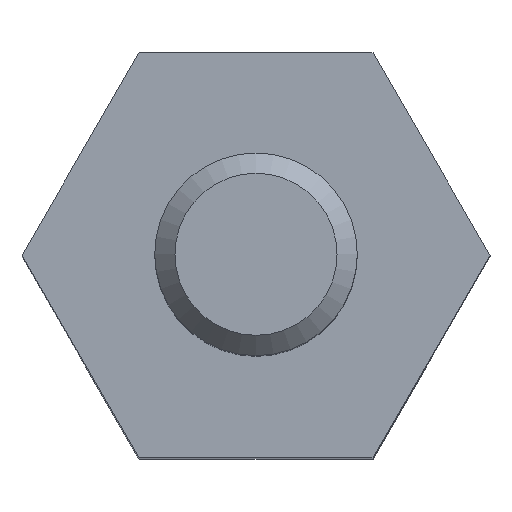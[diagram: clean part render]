
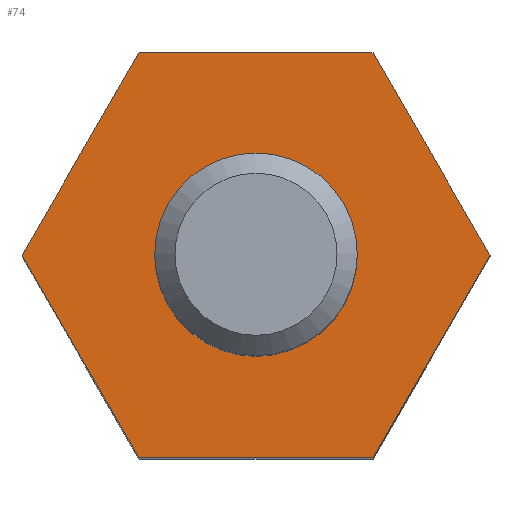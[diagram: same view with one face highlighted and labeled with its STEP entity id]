
A CAD part, top view. The second image highlights one B-rep face of the part: STEP entity #74.
In plain terms, the highlighted planar face has unit normal (0, 0, 1).
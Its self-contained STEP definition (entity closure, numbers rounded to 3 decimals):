
#74 = ADVANCED_FACE( '', ( #161, #162 ), #163, .T. );
#161 = FACE_BOUND( '', #259, .T. );
#162 = FACE_OUTER_BOUND( '', #260, .T. );
#163 = PLANE( '', #261 );
#259 = EDGE_LOOP( '', ( #391 ) );
#260 = EDGE_LOOP( '', ( #392, #393, #394, #395, #396, #397 ) );
#261 = AXIS2_PLACEMENT_3D( '', #398, #399, #400 );
#391 = ORIENTED_EDGE( '', *, *, #537, .T. );
#392 = ORIENTED_EDGE( '', *, *, #539, .T. );
#393 = ORIENTED_EDGE( '', *, *, #540, .T. );
#394 = ORIENTED_EDGE( '', *, *, #541, .T. );
#395 = ORIENTED_EDGE( '', *, *, #533, .T. );
#396 = ORIENTED_EDGE( '', *, *, #520, .T. );
#397 = ORIENTED_EDGE( '', *, *, #542, .T. );
#398 = CARTESIAN_POINT( '', ( 0., 0., 0. ) );
#399 = DIRECTION( '', ( 0., 0., 1. ) );
#400 = DIRECTION( '', ( 1., 0., 0. ) );
#520 = EDGE_CURVE( '', #597, #603, #605, .T. );
#533 = EDGE_CURVE( '', #619, #597, #622, .T. );
#537 = EDGE_CURVE( '', #627, #627, #628, .F. );
#539 = EDGE_CURVE( '', #630, #631, #632, .T. );
#540 = EDGE_CURVE( '', #631, #633, #634, .T. );
#541 = EDGE_CURVE( '', #633, #619, #635, .T. );
#542 = EDGE_CURVE( '', #603, #630, #636, .T. );
#597 = VERTEX_POINT( '', #701 );
#603 = VERTEX_POINT( '', #710 );
#605 = LINE( '', #713, #714 );
#619 = VERTEX_POINT( '', #729 );
#622 = LINE( '', #734, #735 );
#627 = VERTEX_POINT( '', #740 );
#628 = CIRCLE( '', #741, 1.3 );
#630 = VERTEX_POINT( '', #743 );
#631 = VERTEX_POINT( '', #744 );
#632 = LINE( '', #745, #746 );
#633 = VERTEX_POINT( '', #747 );
#634 = LINE( '', #748, #749 );
#635 = LINE( '', #750, #751 );
#636 = LINE( '', #752, #753 );
#701 = CARTESIAN_POINT( '', ( -1.732, 3., 0. ) );
#710 = CARTESIAN_POINT( '', ( -3.464, 0., 0. ) );
#713 = CARTESIAN_POINT( '', ( -1.732, 3., 0. ) );
#714 = VECTOR( '', #817, 1000. );
#729 = CARTESIAN_POINT( '', ( 1.732, 3., 0. ) );
#734 = CARTESIAN_POINT( '', ( 1.732, 3., 0. ) );
#735 = VECTOR( '', #833, 1000. );
#740 = CARTESIAN_POINT( '', ( 1.3, 0., 0. ) );
#741 = AXIS2_PLACEMENT_3D( '', #837, #838, #839 );
#743 = CARTESIAN_POINT( '', ( -1.732, -3., 0. ) );
#744 = CARTESIAN_POINT( '', ( 1.732, -3., 0. ) );
#745 = CARTESIAN_POINT( '', ( -1.732, -3., 0. ) );
#746 = VECTOR( '', #840, 1000. );
#747 = CARTESIAN_POINT( '', ( 3.464, 0., 0. ) );
#748 = CARTESIAN_POINT( '', ( 1.732, -3., 0. ) );
#749 = VECTOR( '', #841, 1000. );
#750 = CARTESIAN_POINT( '', ( 3.464, 0., 0. ) );
#751 = VECTOR( '', #842, 1000. );
#752 = CARTESIAN_POINT( '', ( -3.464, 0., 0. ) );
#753 = VECTOR( '', #843, 1000. );
#817 = DIRECTION( '', ( -0.5, -0.866, 0. ) );
#833 = DIRECTION( '', ( -1., 0., 0. ) );
#837 = CARTESIAN_POINT( '', ( 0., 0., 0. ) );
#838 = DIRECTION( '', ( 0., 0., 1. ) );
#839 = DIRECTION( '', ( 1., 0., 0. ) );
#840 = DIRECTION( '', ( 1., 0., 0. ) );
#841 = DIRECTION( '', ( 0.5, 0.866, 0. ) );
#842 = DIRECTION( '', ( -0.5, 0.866, 0. ) );
#843 = DIRECTION( '', ( 0.5, -0.866, 0. ) );
